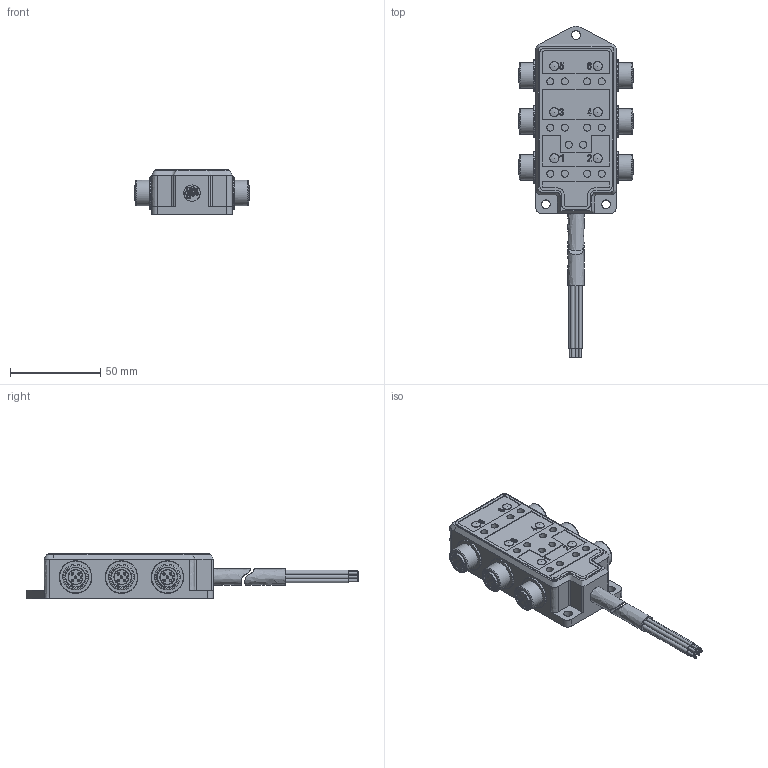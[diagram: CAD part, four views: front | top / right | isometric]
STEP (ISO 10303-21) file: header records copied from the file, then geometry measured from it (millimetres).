
FILE_DESCRIPTION( ('This file contains a STEP AP42 implementation' ,'as created by ZW3D STEP Interface translator.') ,'2;1' );
FILE_NAME( 'ASSR6-5-3XX-69XX.stp' ,'211223.112238', (''), ('ZWCAD Software Co.'), 'Version 1.0', 'ZW3D to STEP translator', '' );
FILE_SCHEMA(('AUTOMOTIVE_DESIGN'));
Length unit declared in the file: millimetre
Products named in the file (2): 0; ASSR8-5-3XX-PZ12
Bounding box: 63.5 x 183.6 x 25 mm (x, y, z)
Volume: 107463.5 mm3; surface area: 27206.8 mm2
Topology: 2 solids, 2 shells, 689 faces, 1752 edges, 1205 vertices
Faces by surface type: bspline 689
Entity records: 47718 total; most frequent: CARTESIAN_POINT 36740, ORIENTED_EDGE 3492, EDGE_CURVE 1746, VERTEX_POINT 1205, B_SPLINE_CURVE_WITH_KNOTS 1109, EDGE_LOOP 839, FACE_OUTER_BOUND 689, ADVANCED_FACE 689
